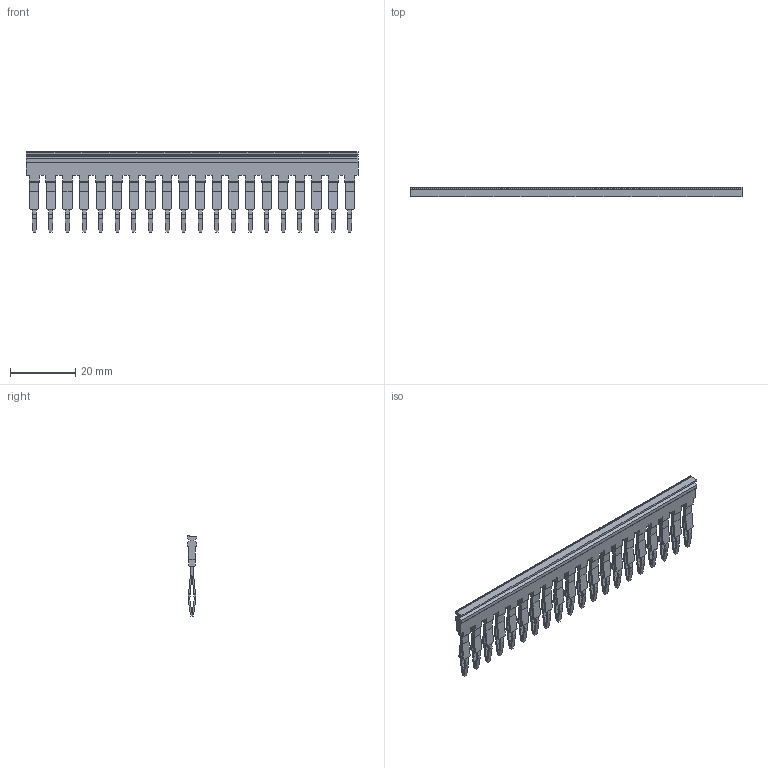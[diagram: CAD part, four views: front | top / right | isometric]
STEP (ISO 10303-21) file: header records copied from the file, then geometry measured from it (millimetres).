
FILE_DESCRIPTION(('CATIA V5 STEP Exchange','CAx-IF Rec.Pracs.--- Model Styling and Organization---1.4--- 2014-01-23'),'2;1');
FILE_NAME ('1373959-2_2', '2023-03-16T10:52:08+00:00', ('none'), ('Weidmueller'), 'CATIA Version 5-6 Release 2016 SP3 HF44', 'CATIA V5 STEP AP214', 'none');
FILE_SCHEMA(('AUTOMOTIVE_DESIGN { 1 0 10303 214 1 1 1 1 }'));
Length unit declared in the file: millimetre
Products named in the file (1): 2831650000
Bounding box: 101.98 x 2.8 x 24.72 mm (x, y, z)
Volume: 2443 mm3; surface area: 5583.1 mm2
Topology: 21 solids, 21 shells, 1023 faces, 2880 edges, 1859 vertices
Faces by surface type: plane 900, bspline 80, cylinder 43
Entity records: 30838 total; most frequent: CARTESIAN_POINT 8081, ORIENTED_EDGE 5760, DIRECTION 3064, EDGE_CURVE 2880, VECTOR 2314, LINE 2314, VERTEX_POINT 1859, ADVANCED_FACE 1023
